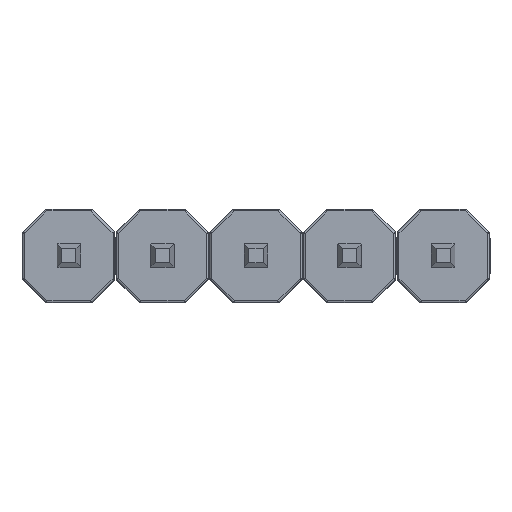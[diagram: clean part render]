
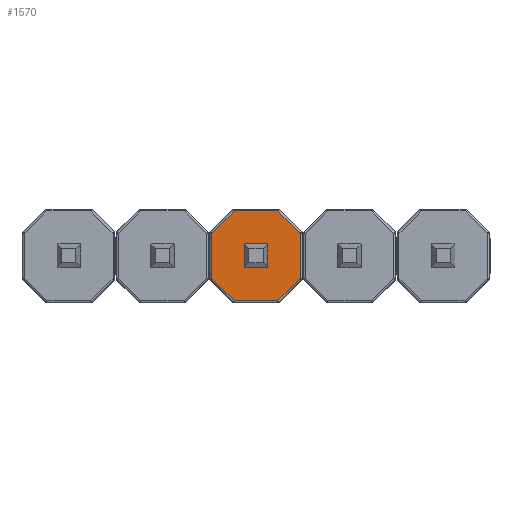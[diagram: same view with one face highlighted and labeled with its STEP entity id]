
A CAD part, top view. The second image highlights one B-rep face of the part: STEP entity #1570.
In plain terms, the highlighted planar face has unit normal (0, 0, 1).
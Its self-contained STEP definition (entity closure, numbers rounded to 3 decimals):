
#100=FACE_BOUND('',#314,.T.);
#221=FACE_OUTER_BOUND('',#313,.T.);
#313=EDGE_LOOP('',(#1186,#1187,#1188,#1189,#1190,#1191,#1192,#1193));
#314=EDGE_LOOP('',(#1194,#1195,#1196,#1197,#1198,#1199,#1200,#1201,#1202,
#1203,#1204,#1205));
#347=LINE('',#2307,#487);
#353=LINE('',#2319,#493);
#355=LINE('',#2325,#495);
#361=LINE('',#2337,#501);
#363=LINE('',#2342,#503);
#367=LINE('',#2349,#507);
#369=LINE('',#2354,#509);
#373=LINE('',#2361,#513);
#400=LINE('',#2484,#540);
#403=LINE('',#2516,#543);
#406=LINE('',#2539,#546);
#407=LINE('',#2547,#547);
#409=LINE('',#2550,#549);
#412=LINE('',#2556,#552);
#424=LINE('',#2574,#564);
#431=LINE('',#2585,#571);
#438=LINE('',#2598,#578);
#439=LINE('',#2599,#579);
#440=LINE('',#2600,#580);
#441=LINE('',#2601,#581);
#487=VECTOR('',#1829,10.);
#493=VECTOR('',#1837,10.);
#495=VECTOR('',#1841,10.);
#501=VECTOR('',#1849,10.);
#503=VECTOR('',#1853,10.);
#507=VECTOR('',#1859,10.);
#509=VECTOR('',#1863,10.);
#513=VECTOR('',#1869,10.);
#540=VECTOR('',#2000,10.);
#543=VECTOR('',#2039,10.);
#546=VECTOR('',#2068,10.);
#547=VECTOR('',#2079,10.);
#549=VECTOR('',#2083,10.);
#552=VECTOR('',#2092,10.);
#564=VECTOR('',#2116,10.);
#571=VECTOR('',#2131,10.);
#578=VECTOR('',#2150,10.);
#579=VECTOR('',#2151,10.);
#580=VECTOR('',#2152,10.);
#581=VECTOR('',#2153,10.);
#626=VERTEX_POINT('',#2303);
#628=VERTEX_POINT('',#2306);
#631=VERTEX_POINT('',#2313);
#633=VERTEX_POINT('',#2317);
#634=VERTEX_POINT('',#2321);
#636=VERTEX_POINT('',#2324);
#639=VERTEX_POINT('',#2331);
#641=VERTEX_POINT('',#2335);
#642=VERTEX_POINT('',#2339);
#645=VERTEX_POINT('',#2346);
#646=VERTEX_POINT('',#2351);
#649=VERTEX_POINT('',#2358);
#682=VERTEX_POINT('',#2452);
#687=VERTEX_POINT('',#2465);
#693=VERTEX_POINT('',#2479);
#699=VERTEX_POINT('',#2499);
#704=VERTEX_POINT('',#2512);
#709=VERTEX_POINT('',#2528);
#711=VERTEX_POINT('',#2534);
#713=VERTEX_POINT('',#2543);
#747=EDGE_CURVE('',#628,#626,#347,.T.);
#753=EDGE_CURVE('',#631,#633,#353,.T.);
#755=EDGE_CURVE('',#636,#634,#355,.T.);
#761=EDGE_CURVE('',#639,#641,#361,.T.);
#763=EDGE_CURVE('',#641,#642,#363,.T.);
#767=EDGE_CURVE('',#645,#628,#367,.T.);
#769=EDGE_CURVE('',#633,#646,#369,.T.);
#773=EDGE_CURVE('',#649,#636,#373,.T.);
#832=EDGE_CURVE('',#682,#693,#400,.T.);
#847=EDGE_CURVE('',#693,#704,#403,.T.);
#859=EDGE_CURVE('',#704,#711,#406,.T.);
#863=EDGE_CURVE('',#711,#713,#407,.T.);
#865=EDGE_CURVE('',#713,#709,#409,.T.);
#868=EDGE_CURVE('',#709,#699,#412,.T.);
#880=EDGE_CURVE('',#699,#687,#424,.T.);
#887=EDGE_CURVE('',#687,#682,#431,.T.);
#894=EDGE_CURVE('',#645,#642,#438,.T.);
#895=EDGE_CURVE('',#631,#626,#439,.T.);
#896=EDGE_CURVE('',#649,#646,#440,.T.);
#897=EDGE_CURVE('',#639,#634,#441,.T.);
#1186=ORIENTED_EDGE('',*,*,#832,.F.);
#1187=ORIENTED_EDGE('',*,*,#887,.F.);
#1188=ORIENTED_EDGE('',*,*,#880,.F.);
#1189=ORIENTED_EDGE('',*,*,#868,.F.);
#1190=ORIENTED_EDGE('',*,*,#865,.F.);
#1191=ORIENTED_EDGE('',*,*,#863,.F.);
#1192=ORIENTED_EDGE('',*,*,#859,.F.);
#1193=ORIENTED_EDGE('',*,*,#847,.F.);
#1194=ORIENTED_EDGE('',*,*,#763,.T.);
#1195=ORIENTED_EDGE('',*,*,#894,.F.);
#1196=ORIENTED_EDGE('',*,*,#767,.T.);
#1197=ORIENTED_EDGE('',*,*,#747,.T.);
#1198=ORIENTED_EDGE('',*,*,#895,.F.);
#1199=ORIENTED_EDGE('',*,*,#753,.T.);
#1200=ORIENTED_EDGE('',*,*,#769,.T.);
#1201=ORIENTED_EDGE('',*,*,#896,.F.);
#1202=ORIENTED_EDGE('',*,*,#773,.T.);
#1203=ORIENTED_EDGE('',*,*,#755,.T.);
#1204=ORIENTED_EDGE('',*,*,#897,.F.);
#1205=ORIENTED_EDGE('',*,*,#761,.T.);
#1393=PLANE('',#1770);
#1570=ADVANCED_FACE('',(#221,#100),#1393,.T.);
#1770=AXIS2_PLACEMENT_3D('',#2597,#2148,#2149);
#1829=DIRECTION('',(1.,0.,0.));
#1837=DIRECTION('',(1.,0.,0.));
#1841=DIRECTION('',(-1.,0.,0.));
#1849=DIRECTION('',(-1.,0.,0.));
#1853=DIRECTION('',(0.,1.,0.));
#1859=DIRECTION('',(0.,1.,0.));
#1863=DIRECTION('',(0.,-1.,0.));
#1869=DIRECTION('',(0.,-1.,0.));
#2000=DIRECTION('',(0.707,0.707,0.));
#2039=DIRECTION('',(1.,0.,0.));
#2068=DIRECTION('',(0.707,-0.707,0.));
#2079=DIRECTION('',(0.,-1.,0.));
#2083=DIRECTION('',(-0.707,-0.707,0.));
#2092=DIRECTION('',(-1.,0.,0.));
#2116=DIRECTION('',(-0.707,0.707,0.));
#2131=DIRECTION('',(0.,1.,0.));
#2148=DIRECTION('center_axis',(0.,0.,1.));
#2149=DIRECTION('ref_axis',(1.,0.,0.));
#2150=DIRECTION('',(0.,-1.,0.));
#2151=DIRECTION('',(-1.,0.,0.));
#2152=DIRECTION('',(0.,1.,0.));
#2153=DIRECTION('',(1.,0.,0.));
#2303=CARTESIAN_POINT('',(-0.295,0.318,2.5));
#2306=CARTESIAN_POINT('',(-0.32,0.317,2.5));
#2307=CARTESIAN_POINT('',(-0.16,0.317,2.5));
#2313=CARTESIAN_POINT('',(0.295,0.317,2.5));
#2317=CARTESIAN_POINT('',(0.32,0.317,2.5));
#2319=CARTESIAN_POINT('',(-0.16,0.317,2.5));
#2321=CARTESIAN_POINT('',(0.295,-0.323,2.5));
#2324=CARTESIAN_POINT('',(0.32,-0.323,2.5));
#2325=CARTESIAN_POINT('',(0.16,-0.323,2.5));
#2331=CARTESIAN_POINT('',(-0.295,-0.323,2.5));
#2335=CARTESIAN_POINT('',(-0.32,-0.323,2.5));
#2337=CARTESIAN_POINT('',(0.16,-0.323,2.5));
#2339=CARTESIAN_POINT('',(-0.32,-0.297,2.5));
#2342=CARTESIAN_POINT('',(-0.32,-0.163,2.5));
#2346=CARTESIAN_POINT('',(-0.32,0.292,2.5));
#2349=CARTESIAN_POINT('',(-0.32,-0.163,2.5));
#2351=CARTESIAN_POINT('',(0.32,0.292,2.5));
#2354=CARTESIAN_POINT('',(0.32,0.157,2.5));
#2358=CARTESIAN_POINT('',(0.32,-0.297,2.5));
#2361=CARTESIAN_POINT('',(0.32,0.157,2.5));
#2452=CARTESIAN_POINT('',(-1.2,0.612,2.5));
#2465=CARTESIAN_POINT('',(-1.2,-0.617,2.5));
#2479=CARTESIAN_POINT('',(-0.594,1.218,2.5));
#2484=CARTESIAN_POINT('',(-0.902,0.91,2.5));
#2499=CARTESIAN_POINT('',(-0.594,-1.223,2.5));
#2512=CARTESIAN_POINT('',(0.594,1.218,2.5));
#2516=CARTESIAN_POINT('',(0.625,1.218,2.5));
#2528=CARTESIAN_POINT('',(0.594,-1.223,2.5));
#2534=CARTESIAN_POINT('',(1.2,0.612,2.5));
#2539=CARTESIAN_POINT('',(0.902,0.91,2.5));
#2543=CARTESIAN_POINT('',(1.2,-0.617,2.5));
#2547=CARTESIAN_POINT('',(1.2,-0.638,2.5));
#2550=CARTESIAN_POINT('',(0.902,-0.915,2.5));
#2556=CARTESIAN_POINT('',(-0.625,-1.223,2.5));
#2574=CARTESIAN_POINT('',(-0.902,-0.915,2.5));
#2585=CARTESIAN_POINT('',(-1.2,0.632,2.5));
#2597=CARTESIAN_POINT('Origin',(0.,-0.003,2.5));
#2598=CARTESIAN_POINT('',(-0.32,-0.003,2.5));
#2599=CARTESIAN_POINT('',(0.,0.318,2.5));
#2600=CARTESIAN_POINT('',(0.32,-0.003,2.5));
#2601=CARTESIAN_POINT('',(0.,-0.323,2.5));
